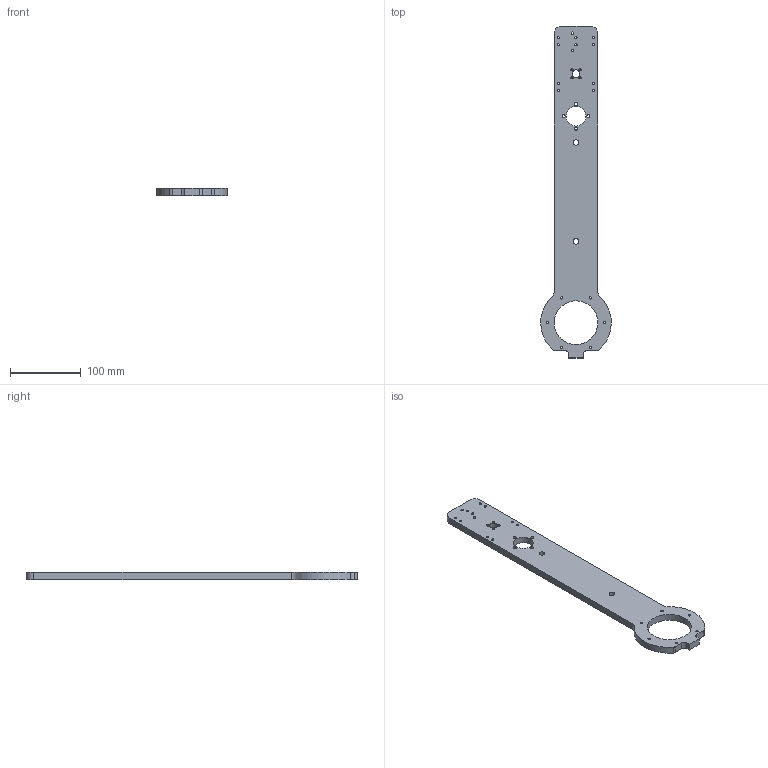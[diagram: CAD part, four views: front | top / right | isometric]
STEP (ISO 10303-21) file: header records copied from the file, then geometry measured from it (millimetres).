
FILE_DESCRIPTION(/* description */ ('J2 arm Aluminium'),/* implementation_level */ '2;1');
FILE_NAME(/* name */ 'j2 arm.stp',/* time_stamp */ '2022-09-12T13:59:33+02:00',/* author */ ('u0128020'),/* organization */ (''),/* preprocessor_version */ 'ST-DEVELOPER v19',/* originating_system */ 'Autodesk Inventor 2023',/* authorisation */ '');
FILE_SCHEMA (('AUTOMOTIVE_DESIGN { 1 0 10303 214 3 1 1 }'));
Length unit declared in the file: millimetre
Products named in the file (1): j2 arm
Bounding box: 99.92 x 470 x 10 mm (x, y, z)
Volume: 266796.7 mm3; surface area: 70594 mm2
Topology: 1 solids, 1 shells, 53 faces, 158 edges, 114 vertices
Faces by surface type: cylinder 41, plane 12
Full cylindrical faces by diameter (mm): 3.3 x22, 4.5 x4, 8 x2, 11 x1, 28 x1
Entity records: 2017 total; most frequent: DIRECTION 351, CARTESIAN_POINT 321, ORIENTED_EDGE 306, EDGE_CURVE 153, AXIS2_PLACEMENT_3D 140, EDGE_LOOP 115, VERTEX_POINT 102, CIRCLE 86
